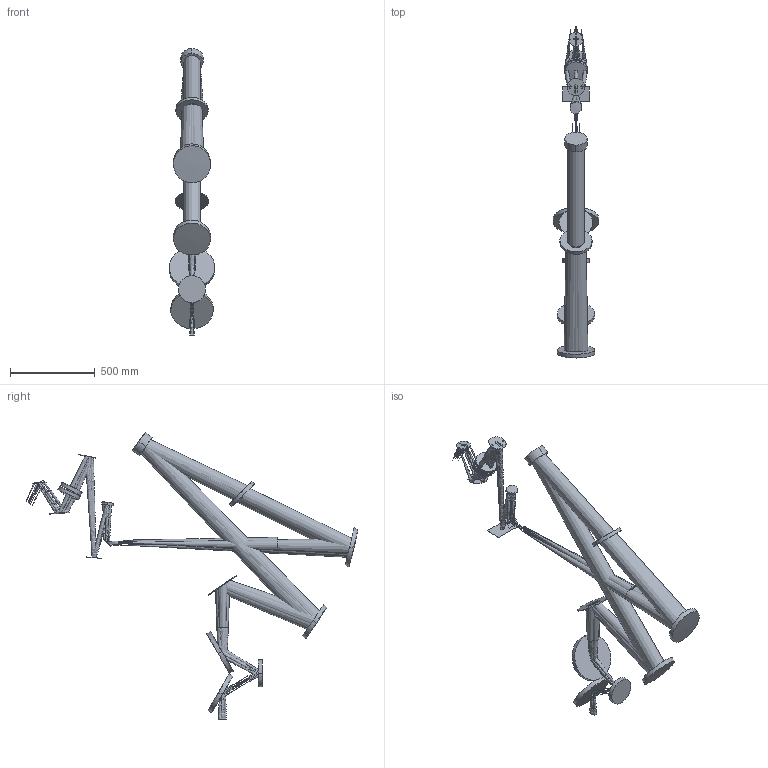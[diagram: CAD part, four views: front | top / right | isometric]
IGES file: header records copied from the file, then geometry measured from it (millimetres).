
Global section: file name: all_fields_KNGAO_100mmpupil_120arcsecRelay_v9_lgsfolded_rev18.IGS; native system: HarmonyWare Translators; preprocessor: HarmonyWare IGES v1.7.2; date: 20100303.111505; units: millimetre
Bounding box: 270 x 1962.79 x 1696.91 mm (x, y, z)
Volume: 763419405.5 mm3; surface area: 42729427.4 mm2
Topology: 806 solids, 806 shells, 13397 faces, 38551 edges, 14187 vertices
Faces by surface type: bspline 13397
